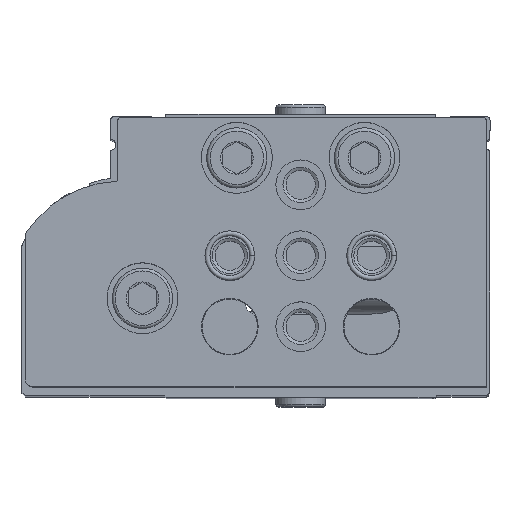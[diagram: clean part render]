
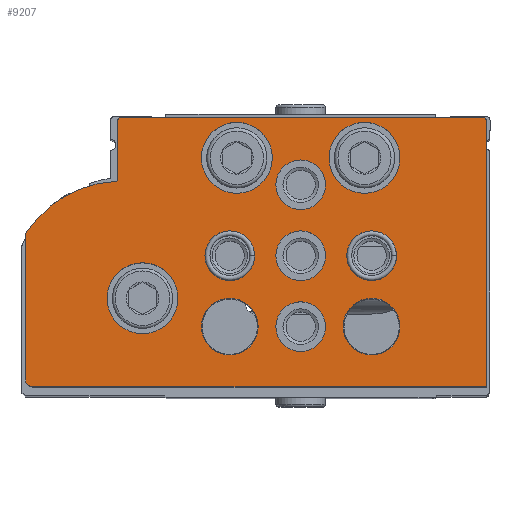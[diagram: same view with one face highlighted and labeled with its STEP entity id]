
A CAD part, top view. The second image highlights one B-rep face of the part: STEP entity #9207.
In plain terms, the highlighted face is planar.
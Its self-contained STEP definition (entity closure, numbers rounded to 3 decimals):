
#928=LINE('',#15407,#1641);
#930=LINE('',#15411,#1643);
#933=LINE('',#15419,#1646);
#938=LINE('',#15435,#1651);
#941=LINE('',#15443,#1654);
#1641=VECTOR('',#12539,1000.);
#1643=VECTOR('',#12543,1000.);
#1646=VECTOR('',#12552,1000.);
#1651=VECTOR('',#12571,1000.);
#1654=VECTOR('',#12580,1000.);
#3545=ORIENTED_EDGE('',*,*,#5184,.T.);
#3546=ORIENTED_EDGE('',*,*,#5185,.T.);
#3547=ORIENTED_EDGE('',*,*,#5186,.T.);
#3548=ORIENTED_EDGE('',*,*,#5187,.T.);
#3549=ORIENTED_EDGE('',*,*,#5188,.T.);
#3550=ORIENTED_EDGE('',*,*,#5189,.T.);
#3551=ORIENTED_EDGE('',*,*,#5190,.T.);
#3552=ORIENTED_EDGE('',*,*,#5191,.T.);
#3553=ORIENTED_EDGE('',*,*,#5192,.T.);
#3554=ORIENTED_EDGE('',*,*,#5193,.T.);
#3555=ORIENTED_EDGE('',*,*,#5161,.F.);
#3556=ORIENTED_EDGE('',*,*,#5182,.F.);
#3557=ORIENTED_EDGE('',*,*,#5180,.F.);
#3558=ORIENTED_EDGE('',*,*,#5178,.F.);
#3559=ORIENTED_EDGE('',*,*,#5176,.T.);
#3560=ORIENTED_EDGE('',*,*,#5174,.F.);
#3561=ORIENTED_EDGE('',*,*,#5172,.F.);
#3562=ORIENTED_EDGE('',*,*,#5170,.F.);
#3563=ORIENTED_EDGE('',*,*,#5168,.F.);
#3564=ORIENTED_EDGE('',*,*,#5166,.F.);
#3565=ORIENTED_EDGE('',*,*,#5164,.F.);
#5161=EDGE_CURVE('',#6162,#6163,#6736,.T.);
#5164=EDGE_CURVE('',#6163,#6164,#928,.T.);
#5166=EDGE_CURVE('',#6164,#6165,#930,.T.);
#5168=EDGE_CURVE('',#6165,#6166,#6737,.T.);
#5170=EDGE_CURVE('',#6166,#6167,#933,.T.);
#5172=EDGE_CURVE('',#6167,#6168,#6738,.T.);
#5174=EDGE_CURVE('',#6168,#6169,#6739,.T.);
#5176=EDGE_CURVE('',#6170,#6169,#6740,.T.);
#5178=EDGE_CURVE('',#6170,#6171,#938,.T.);
#5180=EDGE_CURVE('',#6171,#6172,#6741,.T.);
#5182=EDGE_CURVE('',#6172,#6162,#941,.T.);
#5184=EDGE_CURVE('',#6173,#6173,#6742,.T.);
#5185=EDGE_CURVE('',#6174,#6174,#6743,.T.);
#5186=EDGE_CURVE('',#6175,#6175,#6744,.T.);
#5187=EDGE_CURVE('',#6176,#6176,#6745,.T.);
#5188=EDGE_CURVE('',#6177,#6177,#6746,.T.);
#5189=EDGE_CURVE('',#6178,#6178,#6747,.T.);
#5190=EDGE_CURVE('',#6179,#6179,#6748,.T.);
#5191=EDGE_CURVE('',#6180,#6180,#6749,.T.);
#5192=EDGE_CURVE('',#6181,#6181,#6750,.T.);
#5193=EDGE_CURVE('',#6182,#6182,#6751,.T.);
#6162=VERTEX_POINT('',#15402);
#6163=VERTEX_POINT('',#15403);
#6164=VERTEX_POINT('',#15408);
#6165=VERTEX_POINT('',#15412);
#6166=VERTEX_POINT('',#15416);
#6167=VERTEX_POINT('',#15420);
#6168=VERTEX_POINT('',#15424);
#6169=VERTEX_POINT('',#15428);
#6170=VERTEX_POINT('',#15432);
#6171=VERTEX_POINT('',#15436);
#6172=VERTEX_POINT('',#15440);
#6173=VERTEX_POINT('',#15447);
#6174=VERTEX_POINT('',#15449);
#6175=VERTEX_POINT('',#15451);
#6176=VERTEX_POINT('',#15453);
#6177=VERTEX_POINT('',#15455);
#6178=VERTEX_POINT('',#15457);
#6179=VERTEX_POINT('',#15459);
#6180=VERTEX_POINT('',#15461);
#6181=VERTEX_POINT('',#15463);
#6182=VERTEX_POINT('',#15465);
#6736=CIRCLE('',#10305,0.5);
#6737=CIRCLE('',#10309,1.);
#6738=CIRCLE('',#10312,1.);
#6739=CIRCLE('',#10314,16.);
#6740=CIRCLE('',#10316,0.3);
#6741=CIRCLE('',#10319,0.5);
#6742=CIRCLE('',#10322,5.);
#6743=CIRCLE('',#10323,5.);
#6744=CIRCLE('',#10324,5.);
#6745=CIRCLE('',#10325,3.5);
#6746=CIRCLE('',#10326,3.5);
#6747=CIRCLE('',#10327,3.5);
#6748=CIRCLE('',#10328,3.5);
#6749=CIRCLE('',#10329,3.5);
#6750=CIRCLE('',#10330,4.);
#6751=CIRCLE('',#10331,4.);
#7377=EDGE_LOOP('',(#3545));
#7378=EDGE_LOOP('',(#3546));
#7379=EDGE_LOOP('',(#3547));
#7380=EDGE_LOOP('',(#3548));
#7381=EDGE_LOOP('',(#3549));
#7382=EDGE_LOOP('',(#3550));
#7383=EDGE_LOOP('',(#3551));
#7384=EDGE_LOOP('',(#3552));
#7385=EDGE_LOOP('',(#3553));
#7386=EDGE_LOOP('',(#3554));
#7387=EDGE_LOOP('',(#3555,#3556,#3557,#3558,#3559,#3560,#3561,#3562,#3563,
#3564,#3565));
#8212=FACE_BOUND('',#7377,.T.);
#8213=FACE_BOUND('',#7378,.T.);
#8214=FACE_BOUND('',#7379,.T.);
#8215=FACE_BOUND('',#7380,.T.);
#8216=FACE_BOUND('',#7381,.T.);
#8217=FACE_BOUND('',#7382,.T.);
#8218=FACE_BOUND('',#7383,.T.);
#8219=FACE_BOUND('',#7384,.T.);
#8220=FACE_BOUND('',#7385,.T.);
#8221=FACE_BOUND('',#7386,.T.);
#8222=FACE_BOUND('',#7387,.T.);
#8733=PLANE('',#10321);
#9207=ADVANCED_FACE('',(#8212,#8213,#8214,#8215,#8216,#8217,#8218,#8219,
#8220,#8221,#8222),#8733,.F.);
#10305=AXIS2_PLACEMENT_3D('',#15401,#12533,#12534);
#10309=AXIS2_PLACEMENT_3D('',#15415,#12547,#12548);
#10312=AXIS2_PLACEMENT_3D('',#15423,#12556,#12557);
#10314=AXIS2_PLACEMENT_3D('',#15427,#12561,#12562);
#10316=AXIS2_PLACEMENT_3D('',#15431,#12566,#12567);
#10319=AXIS2_PLACEMENT_3D('',#15439,#12575,#12576);
#10321=AXIS2_PLACEMENT_3D('',#15445,#12582,#12583);
#10322=AXIS2_PLACEMENT_3D('',#15446,#12584,#12585);
#10323=AXIS2_PLACEMENT_3D('',#15448,#12586,#12587);
#10324=AXIS2_PLACEMENT_3D('',#15450,#12588,#12589);
#10325=AXIS2_PLACEMENT_3D('',#15452,#12590,#12591);
#10326=AXIS2_PLACEMENT_3D('',#15454,#12592,#12593);
#10327=AXIS2_PLACEMENT_3D('',#15456,#12594,#12595);
#10328=AXIS2_PLACEMENT_3D('',#15458,#12596,#12597);
#10329=AXIS2_PLACEMENT_3D('',#15460,#12598,#12599);
#10330=AXIS2_PLACEMENT_3D('',#15462,#12600,#12601);
#10331=AXIS2_PLACEMENT_3D('',#15464,#12602,#12603);
#12533=DIRECTION('',(0.,0.,1.));
#12534=DIRECTION('',(1.,0.,0.));
#12539=DIRECTION('',(0.,-1.,0.));
#12543=DIRECTION('',(1.,0.,0.));
#12547=DIRECTION('',(0.,0.,1.));
#12548=DIRECTION('',(1.,0.,0.));
#12552=DIRECTION('',(0.,1.,0.));
#12556=DIRECTION('',(0.,0.,1.));
#12557=DIRECTION('',(1.,0.,0.));
#12561=DIRECTION('',(0.,0.,1.));
#12562=DIRECTION('',(1.,0.,0.));
#12566=DIRECTION('',(0.,0.,1.));
#12567=DIRECTION('',(1.,0.,0.));
#12571=DIRECTION('',(0.,1.,0.));
#12575=DIRECTION('',(0.,0.,1.));
#12576=DIRECTION('',(1.,0.,0.));
#12580=DIRECTION('',(-1.,0.,0.));
#12582=DIRECTION('',(0.,0.,1.));
#12583=DIRECTION('',(1.,0.,0.));
#12584=DIRECTION('',(0.,0.,1.));
#12585=DIRECTION('',(1.,0.,0.));
#12586=DIRECTION('',(0.,0.,1.));
#12587=DIRECTION('',(1.,0.,0.));
#12588=DIRECTION('',(0.,0.,1.));
#12589=DIRECTION('',(1.,0.,0.));
#12590=DIRECTION('',(0.,0.,1.));
#12591=DIRECTION('',(1.,0.,0.));
#12592=DIRECTION('',(0.,0.,1.));
#12593=DIRECTION('',(1.,0.,0.));
#12594=DIRECTION('',(0.,0.,1.));
#12595=DIRECTION('',(1.,0.,0.));
#12596=DIRECTION('',(0.,0.,1.));
#12597=DIRECTION('',(1.,0.,0.));
#12598=DIRECTION('',(0.,0.,1.));
#12599=DIRECTION('',(1.,0.,0.));
#12600=DIRECTION('',(0.,0.,1.));
#12601=DIRECTION('',(1.,0.,0.));
#12602=DIRECTION('',(0.,0.,1.));
#12603=DIRECTION('',(1.,0.,0.));
#15401=CARTESIAN_POINT('',(0.5,37.5,0.));
#15402=CARTESIAN_POINT('',(0.5,38.,0.));
#15403=CARTESIAN_POINT('',(0.,37.5,0.));
#15407=CARTESIAN_POINT('',(0.,37.5,0.));
#15408=CARTESIAN_POINT('',(0.,0.,0.));
#15411=CARTESIAN_POINT('',(0.,0.,0.));
#15412=CARTESIAN_POINT('',(64.,0.,0.));
#15415=CARTESIAN_POINT('',(64.,1.,0.));
#15416=CARTESIAN_POINT('',(65.,1.,0.));
#15419=CARTESIAN_POINT('',(65.,1.,0.));
#15420=CARTESIAN_POINT('',(65.,21.292,0.));
#15423=CARTESIAN_POINT('',(64.,21.292,0.));
#15424=CARTESIAN_POINT('',(64.833,21.844,0.));
#15427=CARTESIAN_POINT('',(51.5,13.,0.));
#15428=CARTESIAN_POINT('',(52.285,28.981,0.));
#15431=CARTESIAN_POINT('',(52.3,29.28,0.));
#15432=CARTESIAN_POINT('',(52.,29.28,0.));
#15435=CARTESIAN_POINT('',(52.,29.28,0.));
#15436=CARTESIAN_POINT('',(52.,37.5,0.));
#15439=CARTESIAN_POINT('',(51.5,37.5,0.));
#15440=CARTESIAN_POINT('',(51.5,38.,0.));
#15443=CARTESIAN_POINT('',(51.5,38.,0.));
#15445=CARTESIAN_POINT('',(0.5,37.5,0.));
#15446=CARTESIAN_POINT('',(48.5,12.5,0.));
#15447=CARTESIAN_POINT('',(53.5,12.5,0.));
#15448=CARTESIAN_POINT('',(35.2,32.3,0.));
#15449=CARTESIAN_POINT('',(40.2,32.3,0.));
#15450=CARTESIAN_POINT('',(17.2,32.3,0.));
#15451=CARTESIAN_POINT('',(22.2,32.3,0.));
#15452=CARTESIAN_POINT('',(26.2,28.5,0.));
#15453=CARTESIAN_POINT('',(29.7,28.5,0.));
#15454=CARTESIAN_POINT('',(36.2,18.5,0.));
#15455=CARTESIAN_POINT('',(39.7,18.5,0.));
#15456=CARTESIAN_POINT('',(26.2,18.5,0.));
#15457=CARTESIAN_POINT('',(29.7,18.5,0.));
#15458=CARTESIAN_POINT('',(16.2,18.5,0.));
#15459=CARTESIAN_POINT('',(19.7,18.5,0.));
#15460=CARTESIAN_POINT('',(26.2,8.5,0.));
#15461=CARTESIAN_POINT('',(29.7,8.5,0.));
#15462=CARTESIAN_POINT('',(36.2,8.5,0.));
#15463=CARTESIAN_POINT('',(40.2,8.5,0.));
#15464=CARTESIAN_POINT('',(16.2,8.5,0.));
#15465=CARTESIAN_POINT('',(20.2,8.5,0.));
